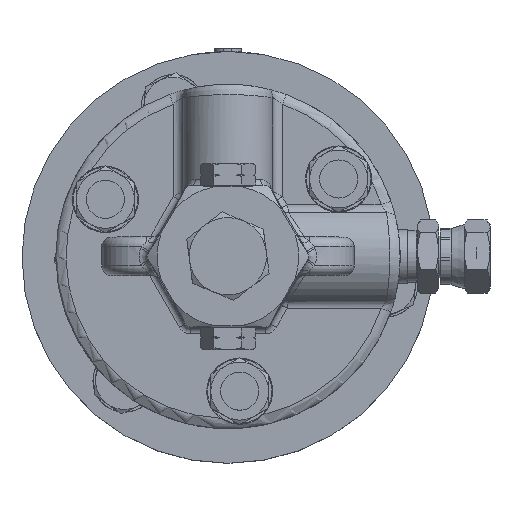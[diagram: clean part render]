
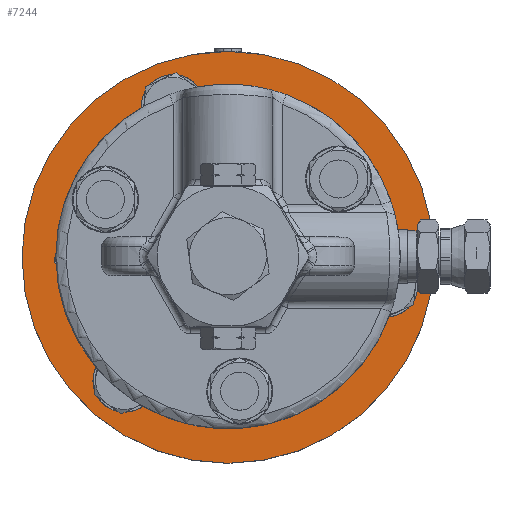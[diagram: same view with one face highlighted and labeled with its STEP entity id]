
A CAD part, top view. The second image highlights one B-rep face of the part: STEP entity #7244.
In plain terms, the highlighted planar face has unit normal (0, 0, 1).
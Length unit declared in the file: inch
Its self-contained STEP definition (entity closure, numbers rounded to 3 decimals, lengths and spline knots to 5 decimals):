
#1985=LINE('',#52027,#3952);
#1986=LINE('',#52031,#3953);
#1989=LINE('',#52039,#3956);
#1990=LINE('',#52043,#3957);
#1993=LINE('',#52066,#3960);
#1994=LINE('',#52070,#3961);
#1997=LINE('',#52078,#3964);
#2000=LINE('',#52086,#3967);
#3952=VECTOR('',#39157,1.);
#3953=VECTOR('',#39164,1.);
#3956=VECTOR('',#39173,1.);
#3957=VECTOR('',#39180,1.);
#3960=VECTOR('',#39209,1.);
#3961=VECTOR('',#39216,1.);
#3964=VECTOR('',#39225,1.);
#3967=VECTOR('',#39234,1.);
#7244=ADVANCED_FACE('',(#8763,#8764,#10430,#8765,#8766,#8767,#8768,#8769,
#8770,#8771),#8284,.F.);
#8284=PLANE('',#31659);
#8763=FACE_BOUND('',#12473,.T.);
#8764=FACE_BOUND('',#12474,.T.);
#8765=FACE_BOUND('',#12476,.T.);
#8766=FACE_BOUND('',#12477,.T.);
#8767=FACE_BOUND('',#12478,.T.);
#8768=FACE_BOUND('',#12479,.T.);
#8769=FACE_BOUND('',#12480,.T.);
#8770=FACE_BOUND('',#12481,.T.);
#8771=FACE_BOUND('',#12482,.T.);
#10430=FACE_OUTER_BOUND('',#12475,.T.);
#12473=EDGE_LOOP('',(#20072,#20073,#20074,#20075));
#12474=EDGE_LOOP('',(#20076,#20077,#20078,#20079));
#12475=EDGE_LOOP('',(#20080));
#12476=EDGE_LOOP('',(#20081));
#12477=EDGE_LOOP('',(#20082));
#12478=EDGE_LOOP('',(#20083));
#12479=EDGE_LOOP('',(#20084));
#12480=EDGE_LOOP('',(#20085));
#12481=EDGE_LOOP('',(#20086,#20087,#20088,#20089));
#12482=EDGE_LOOP('',(#20090,#20091,#20092,#20093));
#20072=ORIENTED_EDGE('',*,*,#27115,.F.);
#20073=ORIENTED_EDGE('',*,*,#27113,.T.);
#20074=ORIENTED_EDGE('',*,*,#27111,.F.);
#20075=ORIENTED_EDGE('',*,*,#27109,.T.);
#20076=ORIENTED_EDGE('',*,*,#27107,.F.);
#20077=ORIENTED_EDGE('',*,*,#27106,.T.);
#20078=ORIENTED_EDGE('',*,*,#27105,.T.);
#20079=ORIENTED_EDGE('',*,*,#27103,.T.);
#20080=ORIENTED_EDGE('',*,*,#27188,.F.);
#20081=ORIENTED_EDGE('',*,*,#27101,.T.);
#20082=ORIENTED_EDGE('',*,*,#27100,.T.);
#20083=ORIENTED_EDGE('',*,*,#27099,.T.);
#20084=ORIENTED_EDGE('',*,*,#27098,.T.);
#20085=ORIENTED_EDGE('',*,*,#27097,.F.);
#20086=ORIENTED_EDGE('',*,*,#27096,.F.);
#20087=ORIENTED_EDGE('',*,*,#27095,.T.);
#20088=ORIENTED_EDGE('',*,*,#27094,.T.);
#20089=ORIENTED_EDGE('',*,*,#27092,.T.);
#20090=ORIENTED_EDGE('',*,*,#27090,.F.);
#20091=ORIENTED_EDGE('',*,*,#27089,.T.);
#20092=ORIENTED_EDGE('',*,*,#27088,.T.);
#20093=ORIENTED_EDGE('',*,*,#27086,.T.);
#23083=VERTEX_POINT('',#51630);
#23084=VERTEX_POINT('',#51632);
#23092=VERTEX_POINT('',#51677);
#23093=VERTEX_POINT('',#51679);
#23106=VERTEX_POINT('',#51739);
#23107=VERTEX_POINT('',#51741);
#23175=VERTEX_POINT('',#52022);
#23176=VERTEX_POINT('',#52024);
#23177=VERTEX_POINT('',#52034);
#23178=VERTEX_POINT('',#52036);
#23179=VERTEX_POINT('',#52046);
#23180=VERTEX_POINT('',#52049);
#23181=VERTEX_POINT('',#52052);
#23182=VERTEX_POINT('',#52055);
#23183=VERTEX_POINT('',#52058);
#23184=VERTEX_POINT('',#52061);
#23185=VERTEX_POINT('',#52063);
#23186=VERTEX_POINT('',#52073);
#23187=VERTEX_POINT('',#52075);
#23188=VERTEX_POINT('',#52079);
#23189=VERTEX_POINT('',#52083);
#23244=VERTEX_POINT('',#52342);
#27086=EDGE_CURVE('',#23176,#23175,#28674,.T.);
#27088=EDGE_CURVE('',#23083,#23176,#1985,.T.);
#27089=EDGE_CURVE('',#23084,#23083,#28675,.T.);
#27090=EDGE_CURVE('',#23084,#23175,#1986,.T.);
#27092=EDGE_CURVE('',#23178,#23177,#28676,.T.);
#27094=EDGE_CURVE('',#23092,#23178,#1989,.T.);
#27095=EDGE_CURVE('',#23093,#23092,#28677,.T.);
#27096=EDGE_CURVE('',#23093,#23177,#1990,.T.);
#27097=EDGE_CURVE('',#23179,#23179,#28678,.T.);
#27098=EDGE_CURVE('',#23180,#23180,#28679,.T.);
#27099=EDGE_CURVE('',#23181,#23181,#28680,.T.);
#27100=EDGE_CURVE('',#23182,#23182,#28681,.T.);
#27101=EDGE_CURVE('',#23183,#23183,#28682,.T.);
#27103=EDGE_CURVE('',#23185,#23184,#28683,.T.);
#27105=EDGE_CURVE('',#23106,#23185,#1993,.T.);
#27106=EDGE_CURVE('',#23107,#23106,#28684,.T.);
#27107=EDGE_CURVE('',#23107,#23184,#1994,.T.);
#27109=EDGE_CURVE('',#23187,#23186,#28685,.T.);
#27111=EDGE_CURVE('',#23187,#23188,#1997,.T.);
#27113=EDGE_CURVE('',#23189,#23188,#28686,.T.);
#27115=EDGE_CURVE('',#23189,#23186,#2000,.T.);
#27188=EDGE_CURVE('',#23244,#23244,#28717,.T.);
#28674=CIRCLE('',#31552,0.6135);
#28675=CIRCLE('',#31555,0.3905);
#28676=CIRCLE('',#31558,0.6135);
#28677=CIRCLE('',#31561,0.3905);
#28678=CIRCLE('',#31564,1.875);
#28679=CIRCLE('',#31566,0.3905);
#28680=CIRCLE('',#31568,0.3905);
#28681=CIRCLE('',#31570,0.3905);
#28682=CIRCLE('',#31572,0.35);
#28683=CIRCLE('',#31574,0.6135);
#28684=CIRCLE('',#31577,0.3905);
#28685=CIRCLE('',#31580,0.3045);
#28686=CIRCLE('',#31583,0.3045);
#28717=CIRCLE('',#31658,4.);
#31552=AXIS2_PLACEMENT_3D('',#52023,#39152,#39153);
#31555=AXIS2_PLACEMENT_3D('',#52029,#39160,#39161);
#31558=AXIS2_PLACEMENT_3D('',#52035,#39168,#39169);
#31561=AXIS2_PLACEMENT_3D('',#52041,#39176,#39177);
#31564=AXIS2_PLACEMENT_3D('',#52045,#39183,#39184);
#31566=AXIS2_PLACEMENT_3D('',#52048,#39187,#39188);
#31568=AXIS2_PLACEMENT_3D('',#52051,#39191,#39192);
#31570=AXIS2_PLACEMENT_3D('',#52054,#39195,#39196);
#31572=AXIS2_PLACEMENT_3D('',#52057,#39199,#39200);
#31574=AXIS2_PLACEMENT_3D('',#52062,#39204,#39205);
#31577=AXIS2_PLACEMENT_3D('',#52068,#39212,#39213);
#31580=AXIS2_PLACEMENT_3D('',#52074,#39220,#39221);
#31583=AXIS2_PLACEMENT_3D('',#52082,#39229,#39230);
#31658=AXIS2_PLACEMENT_3D('',#52341,#39402,#39403);
#31659=AXIS2_PLACEMENT_3D('',#52343,#39404,#39405);
#39152=DIRECTION('',(0.,0.,-1.));
#39153=DIRECTION('',(-0.403,0.915,0.));
#39157=DIRECTION('',(0.941,0.338,0.));
#39160=DIRECTION('',(0.,0.,-1.));
#39161=DIRECTION('',(-1.,0.,0.));
#39164=DIRECTION('',(0.915,0.403,0.));
#39168=DIRECTION('',(0.,0.,-1.));
#39169=DIRECTION('',(-0.403,0.915,0.));
#39173=DIRECTION('',(0.941,0.338,0.));
#39176=DIRECTION('',(0.,0.,-1.));
#39177=DIRECTION('',(-1.,0.,0.));
#39180=DIRECTION('',(0.915,0.403,0.));
#39183=DIRECTION('',(0.,0.,1.));
#39184=DIRECTION('',(1.,0.,0.));
#39187=DIRECTION('',(0.,0.,-1.));
#39188=DIRECTION('',(-1.,0.,0.));
#39191=DIRECTION('',(0.,0.,-1.));
#39192=DIRECTION('',(-1.,0.,0.));
#39195=DIRECTION('',(0.,0.,-1.));
#39196=DIRECTION('',(-1.,0.,0.));
#39199=DIRECTION('',(0.,0.,-1.));
#39200=DIRECTION('',(-1.,0.,0.));
#39204=DIRECTION('',(0.,0.,-1.));
#39205=DIRECTION('',(-0.403,0.915,0.));
#39209=DIRECTION('',(0.941,0.338,0.));
#39212=DIRECTION('',(0.,0.,-1.));
#39213=DIRECTION('',(-1.,0.,0.));
#39216=DIRECTION('',(0.915,0.403,0.));
#39220=DIRECTION('',(0.,0.,-1.));
#39221=DIRECTION('',(0.5,-0.866,0.));
#39225=DIRECTION('',(-0.5,0.866,0.));
#39229=DIRECTION('',(0.,0.,-1.));
#39230=DIRECTION('',(0.5,-0.866,0.));
#39234=DIRECTION('',(0.5,-0.866,0.));
#39402=DIRECTION('',(0.,0.,-1.));
#39403=DIRECTION('',(-1.,0.,0.));
#39404=DIRECTION('',(0.,0.,-1.));
#39405=DIRECTION('',(-1.,0.,0.));
#51630=CARTESIAN_POINT('',(3.44498,-0.41049,-7.157));
#51632=CARTESIAN_POINT('',(3.43487,-0.38518,-7.157));
#51677=CARTESIAN_POINT('',(-1.64126,-2.26173,-7.157));
#51679=CARTESIAN_POINT('',(-1.65137,-2.23642,-7.157));
#51739=CARTESIAN_POINT('',(-0.70136,3.0687,-7.157));
#51741=CARTESIAN_POINT('',(-0.71147,3.09401,-7.157));
#52022=CARTESIAN_POINT('',(3.63893,-0.29525,-7.157));
#52023=CARTESIAN_POINT('',(3.07752,-0.54265,-7.157));
#52024=CARTESIAN_POINT('',(3.65482,-0.33502,-7.157));
#52027=CARTESIAN_POINT('',(3.43376,-0.41452,-7.157));
#52029=CARTESIAN_POINT('',(3.07752,-0.54265,-7.157));
#52031=CARTESIAN_POINT('',(3.42395,-0.38999,-7.157));
#52034=CARTESIAN_POINT('',(-1.44731,-2.14649,-7.157));
#52035=CARTESIAN_POINT('',(-2.00871,-2.39389,-7.157));
#52036=CARTESIAN_POINT('',(-1.43142,-2.18625,-7.157));
#52039=CARTESIAN_POINT('',(-1.65248,-2.26576,-7.157));
#52041=CARTESIAN_POINT('',(-2.00871,-2.39389,-7.157));
#52043=CARTESIAN_POINT('',(-1.66228,-2.24123,-7.157));
#52045=CARTESIAN_POINT('',(0.,0.,-7.157));
#52046=CARTESIAN_POINT('',(1.875,0.,-7.157));
#52048=CARTESIAN_POINT('',(2.15027,1.50564,-7.157));
#52049=CARTESIAN_POINT('',(1.75977,1.50564,-7.157));
#52051=CARTESIAN_POINT('',(0.22878,-2.61501,-7.157));
#52052=CARTESIAN_POINT('',(-0.16172,-2.61501,-7.157));
#52054=CARTESIAN_POINT('',(-2.37906,1.10937,-7.157));
#52055=CARTESIAN_POINT('',(-2.76956,1.10937,-7.157));
#52057=CARTESIAN_POINT('',(0.,2.25,-7.157));
#52058=CARTESIAN_POINT('',(-0.35,2.25,-7.157));
#52061=CARTESIAN_POINT('',(-0.50741,3.18394,-7.157));
#52062=CARTESIAN_POINT('',(-1.06881,2.93654,-7.157));
#52063=CARTESIAN_POINT('',(-0.49152,3.14417,-7.157));
#52066=CARTESIAN_POINT('',(-0.71258,3.06467,-7.157));
#52068=CARTESIAN_POINT('',(-1.06881,2.93654,-7.157));
#52070=CARTESIAN_POINT('',(-0.72238,3.0892,-7.157));
#52073=CARTESIAN_POINT('',(-2.97594,-0.76088,-7.157));
#52074=CARTESIAN_POINT('',(-2.81968,-0.49954,-7.157));
#52075=CARTESIAN_POINT('',(-2.51522,-0.49488,-7.157));
#52078=CARTESIAN_POINT('',(-2.51522,-0.49488,-7.157));
#52079=CARTESIAN_POINT('',(-2.90992,0.18876,-7.157));
#52082=CARTESIAN_POINT('',(-3.06618,-0.07259,-7.157));
#52083=CARTESIAN_POINT('',(-3.37065,-0.07724,-7.157));
#52086=CARTESIAN_POINT('',(-3.37065,-0.07724,-7.157));
#52341=CARTESIAN_POINT('',(0.,0.,-7.157));
#52342=CARTESIAN_POINT('',(-4.,0.,-7.157));
#52343=CARTESIAN_POINT('',(0.,0.,-7.157));
